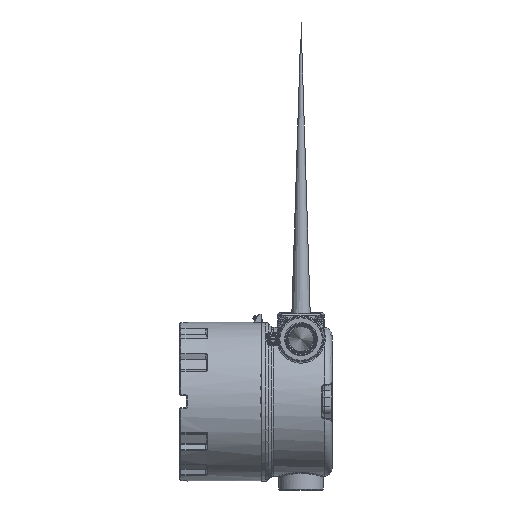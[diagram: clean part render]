
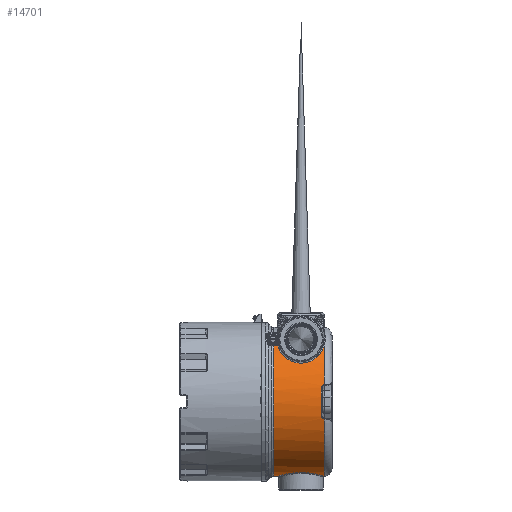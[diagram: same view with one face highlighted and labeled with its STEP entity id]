
A CAD part, left-side view. The second image highlights one B-rep face of the part: STEP entity #14701.
In plain terms, the highlighted cylindrical face has radius 60.198 mm (diameter 120.396 mm), a partial arc.
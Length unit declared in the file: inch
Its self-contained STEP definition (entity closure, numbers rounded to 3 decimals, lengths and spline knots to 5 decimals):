
#733=B_SPLINE_CURVE_WITH_KNOTS('',3,(#27288,#27289,#27290,#27291,#27292,
#27293,#27294,#27295,#27296,#27297),.UNSPECIFIED.,.F.,.F.,(4,1,1,1,1,1,
1,4),(-10.21909,-9.40177,-8.58445,-7.76713,
-6.94982,-6.1325,-5.31518,-4.49787),
 .UNSPECIFIED.);
#756=B_SPLINE_CURVE_WITH_KNOTS('',3,(#28229,#28230,#28231,#28232,#28233,
#28234,#28235),.UNSPECIFIED.,.F.,.F.,(4,1,1,1,4),(-10.86385,-10.08786,
-9.31187,-8.27722,-8.14791),.UNSPECIFIED.);
#757=B_SPLINE_CURVE_WITH_KNOTS('',3,(#28237,#28238,#28239,#28240,#28241,
#28242,#28243),.UNSPECIFIED.,.F.,.F.,(4,1,1,1,4),(-2.71597,-2.32797,
-1.55198,-0.77599,0.),.UNSPECIFIED.);
#758=B_SPLINE_CURVE_WITH_KNOTS('',3,(#28249,#28250,#28251,#28252,#28253,
#28254),.UNSPECIFIED.,.F.,.F.,(4,1,1,4),(0.,0.17016,0.2836,
0.39704),.UNSPECIFIED.);
#759=B_SPLINE_CURVE_WITH_KNOTS('',3,(#28257,#28258,#28259,#28260,#28261),
 .UNSPECIFIED.,.F.,.F.,(4,1,4),(0.,0.17016,0.39705),
 .UNSPECIFIED.);
#1875=FACE_OUTER_BOUND('',#2830,.T.);
#2830=EDGE_LOOP('',(#12246,#12247,#12248,#12249,#12250,#12251,#12252,#12253,
#12254,#12255,#12256,#12257));
#3960=LINE('',#27341,#4911);
#3976=LINE('',#28227,#4927);
#3977=LINE('',#28245,#4928);
#4911=VECTOR('',#19389,0.3937);
#4927=VECTOR('',#19511,0.3937);
#4928=VECTOR('',#19512,0.3937);
#5626=CIRCLE('',#16217,2.37);
#5641=CIRCLE('',#16235,2.37);
#5666=CIRCLE('',#16278,2.37);
#5667=CIRCLE('',#16279,2.37);
#6784=VERTEX_POINT('',#27185);
#6785=VERTEX_POINT('',#27192);
#6791=VERTEX_POINT('',#27286);
#6794=VERTEX_POINT('',#27339);
#6803=VERTEX_POINT('',#27462);
#6835=VERTEX_POINT('',#28226);
#6836=VERTEX_POINT('',#28228);
#6837=VERTEX_POINT('',#28236);
#6838=VERTEX_POINT('',#28244);
#6839=VERTEX_POINT('',#28246);
#6840=VERTEX_POINT('',#28248);
#6841=VERTEX_POINT('',#28255);
#8622=EDGE_CURVE('',#6784,#6785,#5626,.T.);
#8631=EDGE_CURVE('',#6791,#6784,#733,.T.);
#8635=EDGE_CURVE('',#6794,#6791,#3960,.T.);
#8650=EDGE_CURVE('',#6794,#6803,#5641,.T.);
#8713=EDGE_CURVE('',#6803,#6835,#3976,.T.);
#8714=EDGE_CURVE('',#6836,#6835,#756,.T.);
#8715=EDGE_CURVE('',#6837,#6836,#757,.T.);
#8716=EDGE_CURVE('',#6837,#6838,#3977,.T.);
#8717=EDGE_CURVE('',#6839,#6838,#5666,.T.);
#8718=EDGE_CURVE('',#6840,#6839,#758,.T.);
#8719=EDGE_CURVE('',#6841,#6840,#5667,.T.);
#8720=EDGE_CURVE('',#6785,#6841,#759,.T.);
#12246=ORIENTED_EDGE('',*,*,#8635,.F.);
#12247=ORIENTED_EDGE('',*,*,#8650,.T.);
#12248=ORIENTED_EDGE('',*,*,#8713,.T.);
#12249=ORIENTED_EDGE('',*,*,#8714,.F.);
#12250=ORIENTED_EDGE('',*,*,#8715,.F.);
#12251=ORIENTED_EDGE('',*,*,#8716,.T.);
#12252=ORIENTED_EDGE('',*,*,#8717,.F.);
#12253=ORIENTED_EDGE('',*,*,#8718,.F.);
#12254=ORIENTED_EDGE('',*,*,#8719,.F.);
#12255=ORIENTED_EDGE('',*,*,#8720,.F.);
#12256=ORIENTED_EDGE('',*,*,#8622,.F.);
#12257=ORIENTED_EDGE('',*,*,#8631,.F.);
#14044=CYLINDRICAL_SURFACE('',#16277,2.37);
#14701=ADVANCED_FACE('',(#1875),#14044,.T.);
#16217=AXIS2_PLACEMENT_3D('',#27193,#19372,#19373);
#16235=AXIS2_PLACEMENT_3D('',#27464,#19410,#19411);
#16277=AXIS2_PLACEMENT_3D('',#28225,#19509,#19510);
#16278=AXIS2_PLACEMENT_3D('',#28247,#19513,#19514);
#16279=AXIS2_PLACEMENT_3D('',#28256,#19515,#19516);
#19372=DIRECTION('center_axis',(0.,-1.,0.));
#19373=DIRECTION('ref_axis',(1.,0.,0.));
#19389=DIRECTION('',(0.,-1.,0.));
#19410=DIRECTION('center_axis',(0.,-1.,0.));
#19411=DIRECTION('ref_axis',(1.,0.,0.));
#19509=DIRECTION('center_axis',(0.,-1.,0.));
#19510=DIRECTION('ref_axis',(-0.936,0.,-0.353));
#19511=DIRECTION('',(0.,-1.,0.));
#19512=DIRECTION('',(0.,-1.,0.));
#19513=DIRECTION('center_axis',(0.,-1.,0.));
#19514=DIRECTION('ref_axis',(1.,0.,0.));
#19515=DIRECTION('center_axis',(0.,-1.,0.));
#19516=DIRECTION('ref_axis',(-1.,0.,0.));
#27185=CARTESIAN_POINT('',(-1.56781,0.,1.77732));
#27192=CARTESIAN_POINT('',(-2.30628,0.,0.54586));
#27193=CARTESIAN_POINT('Origin',(0.,0.,0.));
#27286=CARTESIAN_POINT('',(-1.56392,1.48107,1.78074));
#27288=CARTESIAN_POINT('Ctrl Pts',(-1.56392,1.48107,1.78074));
#27289=CARTESIAN_POINT('Ctrl Pts',(-1.6419,1.45988,1.71226));
#27290=CARTESIAN_POINT('Ctrl Pts',(-1.78568,1.39474,1.56737));
#27291=CARTESIAN_POINT('Ctrl Pts',(-1.94464,1.20011,1.36043));
#27292=CARTESIAN_POINT('Ctrl Pts',(-2.02676,0.90867,
1.22882));
#27293=CARTESIAN_POINT('Ctrl Pts',(-2.02747,0.57664,
1.22744));
#27294=CARTESIAN_POINT('Ctrl Pts',(-1.94659,0.28423,
1.3575));
#27295=CARTESIAN_POINT('Ctrl Pts',(-1.78889,0.08751,
1.56372));
#27296=CARTESIAN_POINT('Ctrl Pts',(-1.64558,0.02156,
1.70872));
#27297=CARTESIAN_POINT('Ctrl Pts',(-1.56781,0.,
1.77732));
#27339=CARTESIAN_POINT('',(-1.56392,1.60746,1.78074));
#27341=CARTESIAN_POINT('',(-1.56392,0.5751,1.78074));
#27462=CARTESIAN_POINT('',(0.,1.60746,-2.37));
#27464=CARTESIAN_POINT('Origin',(0.,1.60746,0.));
#28225=CARTESIAN_POINT('Origin',(0.,0.5751,0.));
#28226=CARTESIAN_POINT('',(0.,1.47625,-2.37));
#28227=CARTESIAN_POINT('',(0.,0.5751,-2.37));
#28228=CARTESIAN_POINT('',(-0.72667,0.74,-2.25585));
#28229=CARTESIAN_POINT('Ctrl Pts',(-0.72667,0.74,-2.25585));
#28230=CARTESIAN_POINT('Ctrl Pts',(-0.72667,0.85082,
-2.25585));
#28231=CARTESIAN_POINT('Ctrl Pts',(-0.67598,1.07181,
-2.27278));
#28232=CARTESIAN_POINT('Ctrl Pts',(-0.44632,1.36389,
-2.33467));
#28233=CARTESIAN_POINT('Ctrl Pts',(-0.1825,1.47028,
-2.3684));
#28234=CARTESIAN_POINT('Ctrl Pts',(-0.01831,1.47632,
-2.37007));
#28235=CARTESIAN_POINT('Ctrl Pts',(-0.00007,1.47629,
-2.37004));
#28236=CARTESIAN_POINT('',(0.,0.00375,-2.37));
#28237=CARTESIAN_POINT('Ctrl Pts',(-0.00005,0.00391,
-2.36988));
#28238=CARTESIAN_POINT('Ctrl Pts',(-0.05475,0.0039,
-2.36989));
#28239=CARTESIAN_POINT('Ctrl Pts',(-0.21881,0.02233,
-2.36447));
#28240=CARTESIAN_POINT('Ctrl Pts',(-0.46912,0.14568,
-2.32817));
#28241=CARTESIAN_POINT('Ctrl Pts',(-0.6761,0.40799,
-2.27297));
#28242=CARTESIAN_POINT('Ctrl Pts',(-0.72667,0.62918,
-2.25585));
#28243=CARTESIAN_POINT('Ctrl Pts',(-0.72667,0.74,-2.25585));
#28244=CARTESIAN_POINT('',(0.,0.,-2.37));
#28245=CARTESIAN_POINT('',(0.,0.5751,-2.37));
#28246=CARTESIAN_POINT('',(-2.30628,0.,-0.54586));
#28247=CARTESIAN_POINT('Origin',(0.,0.,0.));
#28248=CARTESIAN_POINT('',(-2.32799,0.09375,-0.44425));
#28249=CARTESIAN_POINT('Ctrl Pts',(-2.32799,0.09375,-0.44425));
#28250=CARTESIAN_POINT('Ctrl Pts',(-2.32386,0.09375,
-0.4659));
#28251=CARTESIAN_POINT('Ctrl Pts',(-2.3164,0.08289,
-0.50192));
#28252=CARTESIAN_POINT('Ctrl Pts',(-2.30821,0.04452,
-0.53778));
#28253=CARTESIAN_POINT('Ctrl Pts',(-2.30628,0.01489,
-0.54586));
#28254=CARTESIAN_POINT('Ctrl Pts',(-2.30628,0.,
-0.54586));
#28255=CARTESIAN_POINT('',(-2.32799,0.09375,0.44425));
#28256=CARTESIAN_POINT('Origin',(0.,0.09375,0.));
#28257=CARTESIAN_POINT('Ctrl Pts',(-2.30628,0.,
0.54586));
#28258=CARTESIAN_POINT('Ctrl Pts',(-2.30628,0.02233,
0.54586));
#28259=CARTESIAN_POINT('Ctrl Pts',(-2.31159,0.0732,
0.52394));
#28260=CARTESIAN_POINT('Ctrl Pts',(-2.32248,0.09375,
0.47312));
#28261=CARTESIAN_POINT('Ctrl Pts',(-2.32799,0.09375,
0.44425));
